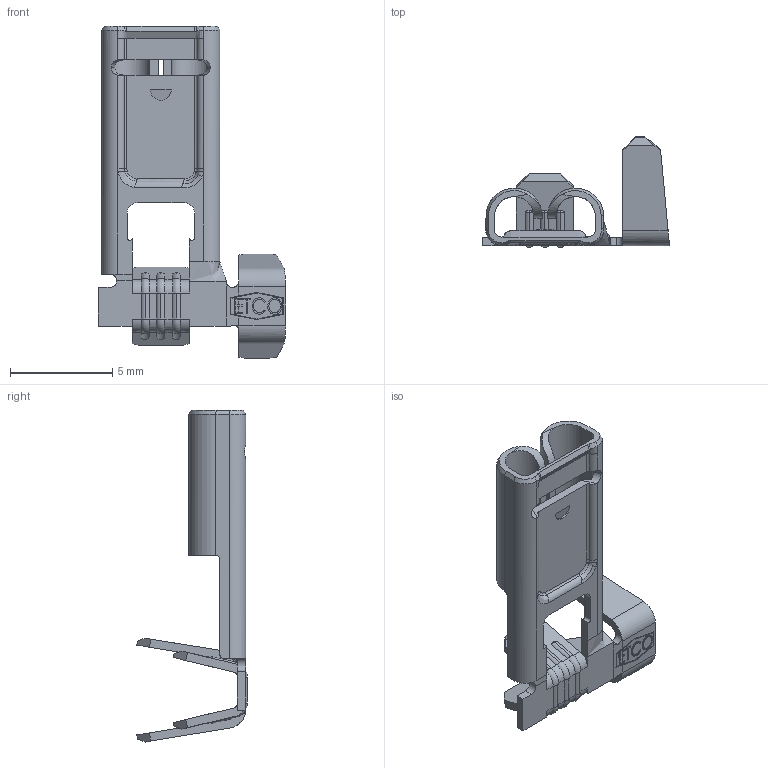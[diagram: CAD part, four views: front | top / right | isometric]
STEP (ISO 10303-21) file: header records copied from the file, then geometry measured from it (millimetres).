
FILE_DESCRIPTION (( 'STEP AP203' ), '1' );
FILE_NAME ('07813.STEP', '2015-01-29T16:20:39', ( '' ), ( '' ), 'SwSTEP 2.0', 'SolidWorks 2014', '' );
FILE_SCHEMA (( 'CONFIG_CONTROL_DESIGN' ));
Length unit declared in the file: inch
Products named in the file (1): 07813
Bounding box: 9.14 x 5.41 x 16.23 mm (x, y, z)
Volume: 74.7 mm3; surface area: 426.2 mm2
Topology: 1 solids, 1 shells, 343 faces, 921 edges, 579 vertices
Faces by surface type: plane 161, cylinder 92, bspline 47, torus 26, cone 17
Entity records: 13047 total; most frequent: CARTESIAN_POINT 4771, ORIENTED_EDGE 1842, DIRECTION 1521, EDGE_CURVE 921, VERTEX_POINT 579, VECTOR 563, LINE 563, AXIS2_PLACEMENT_3D 479
